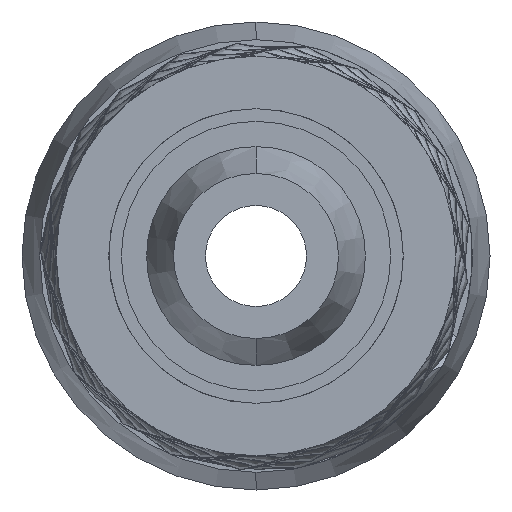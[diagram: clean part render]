
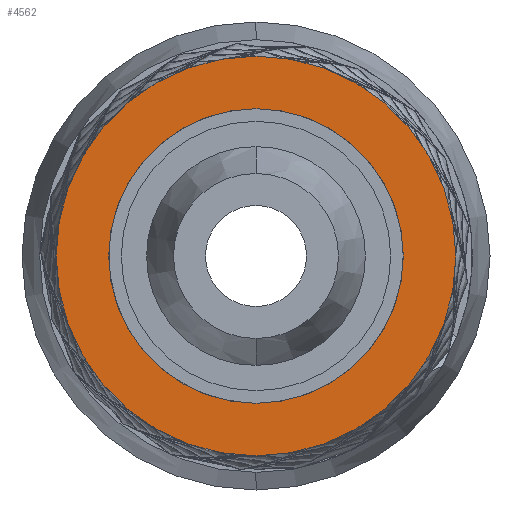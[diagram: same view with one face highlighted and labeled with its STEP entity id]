
A CAD part, left-side view. The second image highlights one B-rep face of the part: STEP entity #4562.
In plain terms, the highlighted planar face has unit normal (-1, 0, 0).
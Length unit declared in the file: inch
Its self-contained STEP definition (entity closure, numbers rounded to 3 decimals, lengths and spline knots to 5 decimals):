
#85 = DIRECTION ( 'NONE',  ( 0., 0., -1. ) ) ;
#91 = VERTEX_POINT ( 'NONE', #2575 ) ;
#130 = CIRCLE ( 'NONE', #990, 0.34449 ) ;
#331 = CARTESIAN_POINT ( 'NONE',  ( -5.43307, 0., 0. ) ) ;
#379 = EDGE_CURVE ( 'NONE', #3816, #5696, #10847, .T. ) ;
#990 = AXIS2_PLACEMENT_3D ( 'NONE', #9092, #6230, #5241 ) ;
#1919 = ORIENTED_EDGE ( 'NONE', *, *, #8901, .F. ) ;
#2197 = AXIS2_PLACEMENT_3D ( 'NONE', #8144, #4241, #2242 ) ;
#2242 = DIRECTION ( 'NONE',  ( 0., 0., -1. ) ) ;
#2330 = DIRECTION ( 'NONE',  ( 0., 0., 1. ) ) ;
#2575 = CARTESIAN_POINT ( 'NONE',  ( -5.43307, 0., 0.34449 ) ) ;
#3040 = AXIS2_PLACEMENT_3D ( 'NONE', #331, #10984, #2330 ) ;
#3816 = VERTEX_POINT ( 'NONE', #11999 ) ;
#3999 = AXIS2_PLACEMENT_3D ( 'NONE', #7135, #7976, #85 ) ;
#4177 = CARTESIAN_POINT ( 'NONE',  ( -5.43307, 0., 0. ) ) ;
#4241 = DIRECTION ( 'NONE',  ( 1., 0., 0. ) ) ;
#4560 = ORIENTED_EDGE ( 'NONE', *, *, #379, .F. ) ;
#4562 = ADVANCED_FACE ( 'NONE', ( #4803, #8022 ), #6117, .F. ) ;
#4803 = FACE_BOUND ( 'NONE', #8927, .T. ) ;
#5203 = ORIENTED_EDGE ( 'NONE', *, *, #10771, .F. ) ;
#5241 = DIRECTION ( 'NONE',  ( 0., 0., 1. ) ) ;
#5526 = AXIS2_PLACEMENT_3D ( 'NONE', #4177, #6030, #8078 ) ;
#5696 = VERTEX_POINT ( 'NONE', #8366 ) ;
#6030 = DIRECTION ( 'NONE',  ( 1., 0., 0. ) ) ;
#6035 = ORIENTED_EDGE ( 'NONE', *, *, #12316, .F. ) ;
#6117 = PLANE ( 'NONE',  #5526 ) ;
#6230 = DIRECTION ( 'NONE',  ( -1., 0., 0. ) ) ;
#7135 = CARTESIAN_POINT ( 'NONE',  ( -5.43307, 0., 0. ) ) ;
#7976 = DIRECTION ( 'NONE',  ( 1., 0., 0. ) ) ;
#8022 = FACE_OUTER_BOUND ( 'NONE', #9348, .T. ) ;
#8078 = DIRECTION ( 'NONE',  ( 0., 0., -1. ) ) ;
#8144 = CARTESIAN_POINT ( 'NONE',  ( -5.43307, 0., 0. ) ) ;
#8366 = CARTESIAN_POINT ( 'NONE',  ( -5.43307, 0., 0.46732 ) ) ;
#8901 = EDGE_CURVE ( 'NONE', #5696, #3816, #11234, .T. ) ;
#8927 = EDGE_LOOP ( 'NONE', ( #5203, #6035 ) ) ;
#9092 = CARTESIAN_POINT ( 'NONE',  ( -5.43307, 0., 0. ) ) ;
#9348 = EDGE_LOOP ( 'NONE', ( #4560, #1919 ) ) ;
#9690 = CARTESIAN_POINT ( 'NONE',  ( -5.43307, 0., -0.34449 ) ) ;
#10771 = EDGE_CURVE ( 'NONE', #91, #11797, #12247, .T. ) ;
#10847 = CIRCLE ( 'NONE', #2197, 0.46732 ) ;
#10984 = DIRECTION ( 'NONE',  ( -1., 0., 0. ) ) ;
#11234 = CIRCLE ( 'NONE', #3999, 0.46732 ) ;
#11797 = VERTEX_POINT ( 'NONE', #9690 ) ;
#11999 = CARTESIAN_POINT ( 'NONE',  ( -5.43307, 0., -0.46732 ) ) ;
#12247 = CIRCLE ( 'NONE', #3040, 0.34449 ) ;
#12316 = EDGE_CURVE ( 'NONE', #11797, #91, #130, .T. ) ;
